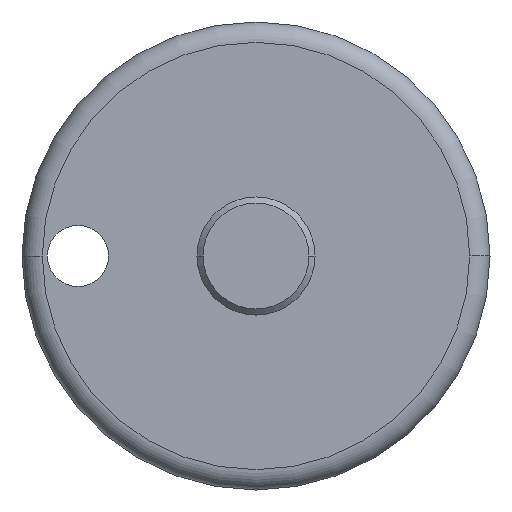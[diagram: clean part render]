
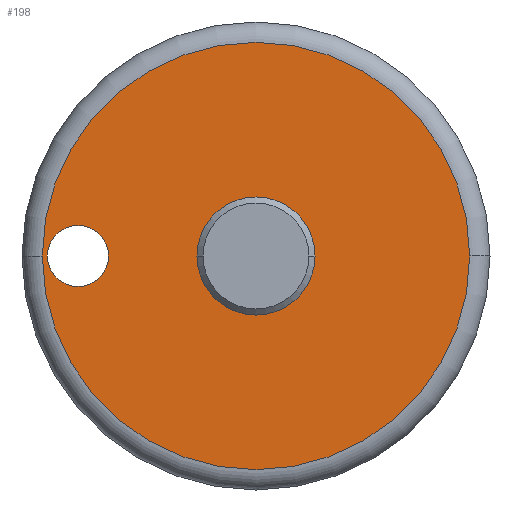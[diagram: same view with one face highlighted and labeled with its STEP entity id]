
A CAD part, left-side view. The second image highlights one B-rep face of the part: STEP entity #198.
In plain terms, the highlighted planar face has unit normal (-1, 0, 0).
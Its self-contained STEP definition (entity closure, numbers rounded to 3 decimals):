
#2 = DIRECTION ( 'NONE',  ( -1., 0., 0. ) ) ;
#6 = EDGE_CURVE ( 'NONE', #425, #902, #921, .T. ) ;
#8 = DIRECTION ( 'NONE',  ( 0., 1., 0. ) ) ;
#11 = CARTESIAN_POINT ( 'NONE',  ( -41.681, 0.721, 0. ) ) ;
#14 = CARTESIAN_POINT ( 'NONE',  ( -41.681, 7.971, 0. ) ) ;
#39 = CARTESIAN_POINT ( 'NONE',  ( -41.681, 9.471, 0. ) ) ;
#42 = DIRECTION ( 'NONE',  ( 0., 1., 0. ) ) ;
#73 = ORIENTED_EDGE ( 'NONE', *, *, #685, .F. ) ;
#74 = VERTEX_POINT ( 'NONE', #568 ) ;
#94 = DIRECTION ( 'NONE',  ( -1., 0., 0. ) ) ;
#102 = CARTESIAN_POINT ( 'NONE',  ( -41.681, 0.721, 0. ) ) ;
#114 = EDGE_LOOP ( 'NONE', ( #185, #188 ) ) ;
#120 = DIRECTION ( 'NONE',  ( -1., 0., 0. ) ) ;
#140 = CARTESIAN_POINT ( 'NONE',  ( -41.681, 0.721, 0. ) ) ;
#145 = DIRECTION ( 'NONE',  ( 0., 1., 0. ) ) ;
#167 = AXIS2_PLACEMENT_3D ( 'NONE', #433, #656, #718 ) ;
#176 = CIRCLE ( 'NONE', #360, 2.9 ) ;
#185 = ORIENTED_EDGE ( 'NONE', *, *, #1040, .T. ) ;
#188 = ORIENTED_EDGE ( 'NONE', *, *, #238, .T. ) ;
#195 = EDGE_LOOP ( 'NONE', ( #73, #555 ) ) ;
#198 = ADVANCED_FACE ( 'NONE', ( #217, #591, #240 ), #1010, .F. ) ;
#205 = ORIENTED_EDGE ( 'NONE', *, *, #6, .T. ) ;
#207 = DIRECTION ( 'NONE',  ( 0., -1., 0. ) ) ;
#217 = FACE_BOUND ( 'NONE', #777, .T. ) ;
#218 = CIRCLE ( 'NONE', #167, 1.5 ) ;
#221 = CIRCLE ( 'NONE', #446, 2.9 ) ;
#238 = EDGE_CURVE ( 'NONE', #856, #74, #924, .T. ) ;
#240 = FACE_BOUND ( 'NONE', #195, .T. ) ;
#260 = CARTESIAN_POINT ( 'NONE',  ( -41.681, -9.779, 0. ) ) ;
#299 = CARTESIAN_POINT ( 'NONE',  ( -41.681, 0.721, 0. ) ) ;
#346 = DIRECTION ( 'NONE',  ( 0., 1., 0. ) ) ;
#360 = AXIS2_PLACEMENT_3D ( 'NONE', #102, #120, #550 ) ;
#366 = AXIS2_PLACEMENT_3D ( 'NONE', #299, #2, #8 ) ;
#400 = AXIS2_PLACEMENT_3D ( 'NONE', #140, #1049, #42 ) ;
#403 = DIRECTION ( 'NONE',  ( 1., 0., 0. ) ) ;
#425 = VERTEX_POINT ( 'NONE', #14 ) ;
#433 = CARTESIAN_POINT ( 'NONE',  ( -41.681, 9.471, 0. ) ) ;
#443 = CARTESIAN_POINT ( 'NONE',  ( -41.681, 10.971, 0. ) ) ;
#446 = AXIS2_PLACEMENT_3D ( 'NONE', #11, #94, #207 ) ;
#550 = DIRECTION ( 'NONE',  ( 0., -1., 0. ) ) ;
#555 = ORIENTED_EDGE ( 'NONE', *, *, #833, .F. ) ;
#568 = CARTESIAN_POINT ( 'NONE',  ( -41.681, 11.221, 0. ) ) ;
#591 = FACE_OUTER_BOUND ( 'NONE', #114, .T. ) ;
#656 = DIRECTION ( 'NONE',  ( 1., 0., 0. ) ) ;
#685 = EDGE_CURVE ( 'NONE', #881, #814, #221, .T. ) ;
#715 = CARTESIAN_POINT ( 'NONE',  ( -41.681, -2.179, 0. ) ) ;
#718 = DIRECTION ( 'NONE',  ( 0., 1., 0. ) ) ;
#747 = DIRECTION ( 'NONE',  ( 1., 0., 0. ) ) ;
#777 = EDGE_LOOP ( 'NONE', ( #860, #205 ) ) ;
#789 = AXIS2_PLACEMENT_3D ( 'NONE', #823, #747, #346 ) ;
#799 = CARTESIAN_POINT ( 'NONE',  ( -41.681, 3.621, 0. ) ) ;
#814 = VERTEX_POINT ( 'NONE', #799 ) ;
#823 = CARTESIAN_POINT ( 'NONE',  ( -41.681, 12.221, 0. ) ) ;
#833 = EDGE_CURVE ( 'NONE', #814, #881, #176, .T. ) ;
#849 = AXIS2_PLACEMENT_3D ( 'NONE', #39, #403, #145 ) ;
#856 = VERTEX_POINT ( 'NONE', #260 ) ;
#860 = ORIENTED_EDGE ( 'NONE', *, *, #898, .T. ) ;
#881 = VERTEX_POINT ( 'NONE', #715 ) ;
#898 = EDGE_CURVE ( 'NONE', #902, #425, #218, .T. ) ;
#902 = VERTEX_POINT ( 'NONE', #443 ) ;
#921 = CIRCLE ( 'NONE', #849, 1.5 ) ;
#924 = CIRCLE ( 'NONE', #366, 10.5 ) ;
#955 = CIRCLE ( 'NONE', #400, 10.5 ) ;
#1010 = PLANE ( 'NONE',  #789 ) ;
#1040 = EDGE_CURVE ( 'NONE', #74, #856, #955, .T. ) ;
#1049 = DIRECTION ( 'NONE',  ( -1., 0., 0. ) ) ;
